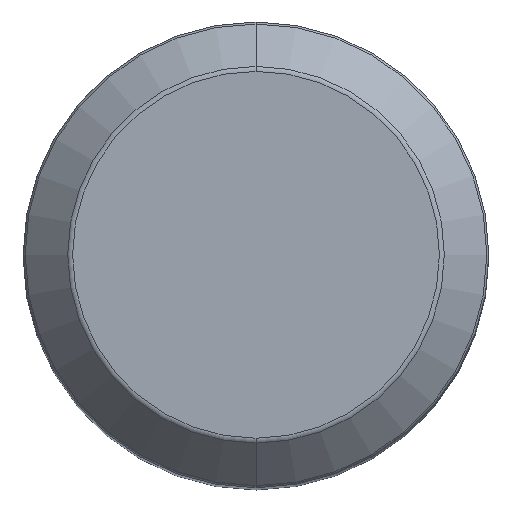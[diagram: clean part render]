
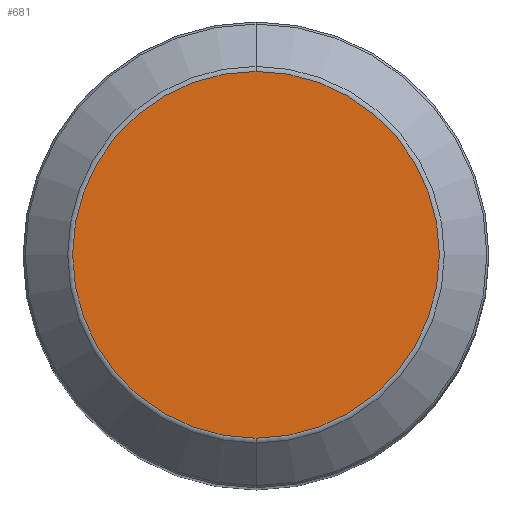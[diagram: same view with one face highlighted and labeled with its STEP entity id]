
A CAD part, top view. The second image highlights one B-rep face of the part: STEP entity #681.
In plain terms, the highlighted planar face has unit normal (0, 0, 1).
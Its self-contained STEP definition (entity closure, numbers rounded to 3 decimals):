
#38 = CIRCLE ( 'NONE', #230, 7.876 ) ;
#51 = DIRECTION ( 'NONE',  ( 0., -1., 0. ) ) ;
#115 = EDGE_CURVE ( 'NONE', #333, #125, #261, .T. ) ;
#124 = EDGE_CURVE ( 'NONE', #125, #333, #38, .T. ) ;
#125 = VERTEX_POINT ( 'NONE', #265 ) ;
#126 = CARTESIAN_POINT ( 'NONE',  ( 0., 0., 118.83 ) ) ;
#153 = AXIS2_PLACEMENT_3D ( 'NONE', #126, #535, #644 ) ;
#188 = CARTESIAN_POINT ( 'NONE',  ( 0., -7.876, 118.83 ) ) ;
#207 = CARTESIAN_POINT ( 'NONE',  ( 0., 0., 118.83 ) ) ;
#230 = AXIS2_PLACEMENT_3D ( 'NONE', #207, #326, #449 ) ;
#261 = CIRCLE ( 'NONE', #407, 7.876 ) ;
#265 = CARTESIAN_POINT ( 'NONE',  ( 0., 7.876, 118.83 ) ) ;
#326 = DIRECTION ( 'NONE',  ( 0., 0., 1. ) ) ;
#333 = VERTEX_POINT ( 'NONE', #188 ) ;
#407 = AXIS2_PLACEMENT_3D ( 'NONE', #452, #679, #51 ) ;
#440 = FACE_OUTER_BOUND ( 'NONE', #594, .T. ) ;
#449 = DIRECTION ( 'NONE',  ( 0., -1., 0. ) ) ;
#452 = CARTESIAN_POINT ( 'NONE',  ( 0., 0., 118.83 ) ) ;
#511 = ORIENTED_EDGE ( 'NONE', *, *, #124, .T. ) ;
#529 = PLANE ( 'NONE',  #153 ) ;
#535 = DIRECTION ( 'NONE',  ( 0., 0., 1. ) ) ;
#594 = EDGE_LOOP ( 'NONE', ( #662, #511 ) ) ;
#644 = DIRECTION ( 'NONE',  ( 0., -1., 0. ) ) ;
#662 = ORIENTED_EDGE ( 'NONE', *, *, #115, .T. ) ;
#679 = DIRECTION ( 'NONE',  ( 0., 0., 1. ) ) ;
#681 = ADVANCED_FACE ( 'NONE', ( #440 ), #529, .T. ) ;
